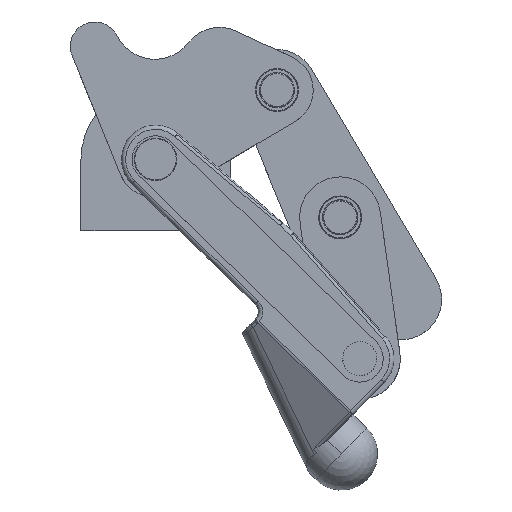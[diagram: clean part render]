
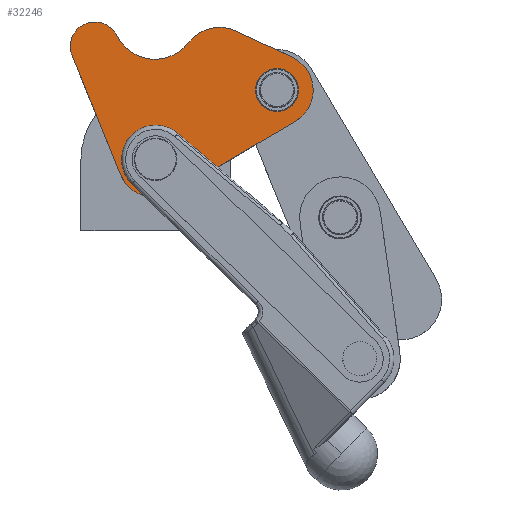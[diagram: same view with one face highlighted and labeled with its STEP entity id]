
A CAD part, top view. The second image highlights one B-rep face of the part: STEP entity #32246.
In plain terms, the highlighted planar face has unit normal (0, 0, 1).
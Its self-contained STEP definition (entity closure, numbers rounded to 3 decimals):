
#49=CARTESIAN_POINT('',(176.325,-23.719,98.095));
#50=VERTEX_POINT('',#49);
#59=CARTESIAN_POINT('',(171.947,-27.43,98.095));
#60=VERTEX_POINT('',#59);
#61=CARTESIAN_POINT('',(163.302,-12.792,98.095));
#62=DIRECTION('',(0.0,0.0,1.0));
#63=DIRECTION('',(0.766,-0.643,0.0));
#64=AXIS2_PLACEMENT_3D('',#61,#62,#63);
#65=CIRCLE('',#64,17.0);
#66=EDGE_CURVE('',#60,#50,#65,.T.);
#91=CARTESIAN_POINT('',(153.252,-12.792,98.095));
#92=VERTEX_POINT('',#91);
#101=CARTESIAN_POINT('',(173.352,-12.792,98.095));
#102=VERTEX_POINT('',#101);
#103=CARTESIAN_POINT('',(163.302,-12.792,98.095));
#104=DIRECTION('',(0.0,0.0,-1.0));
#105=DIRECTION('',(-1.0,0.0,0.0));
#106=AXIS2_PLACEMENT_3D('',#103,#104,#105);
#107=CIRCLE('',#106,10.05);
#108=EDGE_CURVE('',#102,#92,#107,.T.);
#27598=CARTESIAN_POINT('',(135.412,-49.005,98.095));
#27599=VERTEX_POINT('',#27598);
#27613=CARTESIAN_POINT('',(101.027,-62.501,98.095));
#27614=VERTEX_POINT('',#27613);
#31064=CARTESIAN_POINT('',(95.126,-56.741,98.095));
#31065=VERTEX_POINT('',#31064);
#31072=CARTESIAN_POINT('',(101.027,-62.501,98.095));
#31073=DIRECTION('',(-0.716,0.699,0.0));
#31074=VECTOR('',#31073,8.246);
#31075=LINE('',#31072,#31074);
#31076=EDGE_CURVE('',#27614,#31065,#31075,.T.);
#31290=CARTESIAN_POINT('',(116.653,-33.091,98.095));
#31291=VERTEX_POINT('',#31290);
#31304=CARTESIAN_POINT('',(116.653,-33.091,98.095));
#31305=DIRECTION('',(0.763,-0.647,0.0));
#31306=VECTOR('',#31305,24.6);
#31307=LINE('',#31304,#31306);
#31308=EDGE_CURVE('',#31291,#27599,#31307,.T.);
#31363=CARTESIAN_POINT('',(106.302,-45.292,98.095));
#31364=DIRECTION('',(0.,0.,-1.0));
#31365=DIRECTION('',(0.699,0.716,0.));
#31366=AXIS2_PLACEMENT_3D('',#31363,#31364,#31365);
#31367=CIRCLE('',#31366,16.);
#31368=EDGE_CURVE('',#31065,#31291,#31367,.T.);
#32097=CARTESIAN_POINT('',(89.621,-52.055,98.095));
#32098=VERTEX_POINT('',#32097);
#32105=CARTESIAN_POINT('',(67.145,3.388,98.095));
#32106=VERTEX_POINT('',#32105);
#32107=CARTESIAN_POINT('',(67.145,3.388,98.095));
#32108=DIRECTION('',(0.376,-0.927,0.0));
#32109=VECTOR('',#32108,59.825);
#32110=LINE('',#32107,#32109);
#32111=EDGE_CURVE('',#32106,#32098,#32110,.T.);
#32144=CARTESIAN_POINT('',(106.302,-45.292,98.095));
#32145=DIRECTION('',(0.0,0.0,1.));
#32146=DIRECTION('',(-0.927,-0.376,0.0));
#32147=AXIS2_PLACEMENT_3D('',#32144,#32145,#32146);
#32148=CIRCLE('',#32147,18.0);
#32149=EDGE_CURVE('',#32098,#27614,#32148,.T.);
#32162=CARTESIAN_POINT('',(135.412,-49.005,98.095));
#32163=DIRECTION('',(0.861,0.509,0.));
#32164=VECTOR('',#32163,42.43);
#32165=LINE('',#32162,#32164);
#32166=EDGE_CURVE('',#27599,#60,#32165,.T.);
#32180=CARTESIAN_POINT('',(112.696,-56.411,98.095));
#32181=DIRECTION('',(0.0,0.0,1.0));
#32182=DIRECTION('',(1.0,0.0,0.0));
#32183=AXIS2_PLACEMENT_3D('',#32180,#32181,#32182);
#32184=PLANE('',#32183);
#32185=ORIENTED_EDGE('',*,*,#31308,.T.);
#32186=ORIENTED_EDGE('',*,*,#32166,.T.);
#32187=ORIENTED_EDGE('',*,*,#66,.T.);
#32188=CARTESIAN_POINT('',(170.487,2.615,98.095));
#32189=VERTEX_POINT('',#32188);
#32190=CARTESIAN_POINT('',(163.302,-12.792,98.095));
#32191=DIRECTION('',(0.0,0.0,1.0));
#32192=DIRECTION('',(0.766,-0.643,0.0));
#32193=AXIS2_PLACEMENT_3D('',#32190,#32191,#32192);
#32194=CIRCLE('',#32193,17.0);
#32195=EDGE_CURVE('',#50,#32189,#32194,.T.);
#32196=ORIENTED_EDGE('',*,*,#32195,.T.);
#32197=CARTESIAN_POINT('',(143.878,15.023,98.095));
#32198=VERTEX_POINT('',#32197);
#32199=CARTESIAN_POINT('',(143.878,15.023,98.095));
#32200=DIRECTION('',(0.906,-0.423,0.0));
#32201=VECTOR('',#32200,29.36);
#32202=LINE('',#32199,#32201);
#32203=EDGE_CURVE('',#32198,#32189,#32202,.T.);
#32204=ORIENTED_EDGE('',*,*,#32203,.F.);
#32205=CARTESIAN_POINT('',(121.942,9.604,98.095));
#32206=VERTEX_POINT('',#32205);
#32207=CARTESIAN_POINT('',(136.271,-1.29,98.095));
#32208=DIRECTION('',(0.0,0.0,-1.));
#32209=DIRECTION('',(-0.423,-0.906,0.0));
#32210=AXIS2_PLACEMENT_3D('',#32207,#32208,#32209);
#32211=CIRCLE('',#32210,18.);
#32212=EDGE_CURVE('',#32206,#32198,#32211,.T.);
#32213=ORIENTED_EDGE('',*,*,#32212,.F.);
#32214=CARTESIAN_POINT('',(88.104,12.819,98.095));
#32215=VERTEX_POINT('',#32214);
#32216=CARTESIAN_POINT('',(106.02,21.708,98.095));
#32217=DIRECTION('',(0.0,0.0,1.));
#32218=DIRECTION('',(-0.896,-0.444,0.0));
#32219=AXIS2_PLACEMENT_3D('',#32216,#32217,#32218);
#32220=CIRCLE('',#32219,20.);
#32221=EDGE_CURVE('',#32215,#32206,#32220,.T.);
#32222=ORIENTED_EDGE('',*,*,#32221,.F.);
#32223=CARTESIAN_POINT('',(77.802,7.708,98.095));
#32224=DIRECTION('',(0.0,0.0,-1.));
#32225=DIRECTION('',(-0.896,-0.444,0.0));
#32226=AXIS2_PLACEMENT_3D('',#32223,#32224,#32225);
#32227=CIRCLE('',#32226,11.5);
#32228=EDGE_CURVE('',#32106,#32215,#32227,.T.);
#32229=ORIENTED_EDGE('',*,*,#32228,.F.);
#32230=ORIENTED_EDGE('',*,*,#32111,.T.);
#32231=ORIENTED_EDGE('',*,*,#32149,.T.);
#32232=ORIENTED_EDGE('',*,*,#31076,.T.);
#32233=ORIENTED_EDGE('',*,*,#31368,.T.);
#32234=EDGE_LOOP('',(#32185,#32186,#32187,#32196,#32204,#32213,#32222,#32229,#32230,#32231,#32232,#32233));
#32235=FACE_OUTER_BOUND('',#32234,.T.);
#32236=ORIENTED_EDGE('',*,*,#108,.T.);
#32237=CARTESIAN_POINT('',(163.302,-12.792,98.095));
#32238=DIRECTION('',(0.0,0.0,-1.0));
#32239=DIRECTION('',(-1.0,0.0,0.0));
#32240=AXIS2_PLACEMENT_3D('',#32237,#32238,#32239);
#32241=CIRCLE('',#32240,10.05);
#32242=EDGE_CURVE('',#92,#102,#32241,.T.);
#32243=ORIENTED_EDGE('',*,*,#32242,.T.);
#32244=EDGE_LOOP('',(#32236,#32243));
#32245=FACE_BOUND('',#32244,.T.);
#32246=ADVANCED_FACE('',(#32235,#32245),#32184,.T.);
